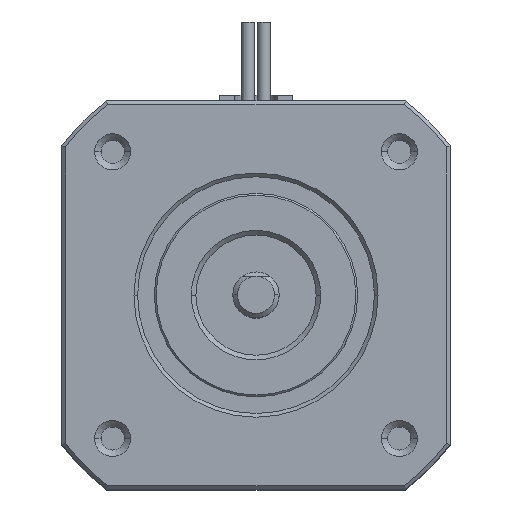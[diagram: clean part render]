
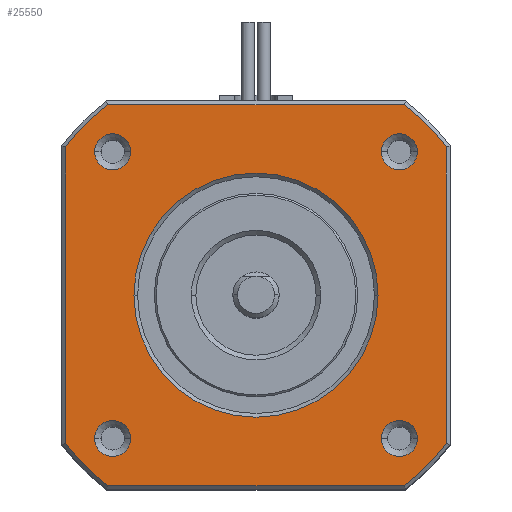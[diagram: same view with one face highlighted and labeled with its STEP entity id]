
A CAD part, top view. The second image highlights one B-rep face of the part: STEP entity #25550.
In plain terms, the highlighted planar face has unit normal (0, 0, 1).
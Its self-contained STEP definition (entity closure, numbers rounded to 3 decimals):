
#900=CARTESIAN_POINT('',(20.6,16.027,0.));
#910=VERTEX_POINT('',#900);
#940=CARTESIAN_POINT('',(0.,0.,0.)
);
#950=DIRECTION('',(-0.,-0.,1.));
#960=DIRECTION('',(-1.,0.,-0.));
#970=AXIS2_PLACEMENT_3D('',#940,#950,#960);
#980=CIRCLE('',#970,26.1);
#990=CARTESIAN_POINT('',(16.027,20.6,0.));
#1000=VERTEX_POINT('',#990);
#1010=EDGE_CURVE('',#910,#1000,#980,.T.);
#4600=CARTESIAN_POINT('',(20.6,-16.027,0.));
#4610=VERTEX_POINT('',#4600);
#4640=CARTESIAN_POINT('',(20.6,0.,-0.));
#4650=DIRECTION('',(0.,-1.,0.));
#4660=VECTOR('',#4650,1.);
#4670=LINE('',#4640,#4660);
#4680=EDGE_CURVE('',#910,#4610,#4670,.T.);
#10240=CARTESIAN_POINT('',(16.027,-20.6,0.));
#10250=VERTEX_POINT('',#10240);
#10280=CARTESIAN_POINT('',(0.,0.,0.
));
#10290=DIRECTION('',(-0.,-0.,1.));
#10300=DIRECTION('',(-1.,0.,-0.));
#10310=AXIS2_PLACEMENT_3D('',#10280,#10290,#10300);
#10320=CIRCLE('',#10310,26.1);
#10330=EDGE_CURVE('',#10250,#4610,#10320,.T.);
#11240=CARTESIAN_POINT('',(15.5,-15.5,0.));
#11250=DIRECTION('',(-0.,-0.,-1.));
#11260=DIRECTION('',(1.,0.,0.));
#11270=AXIS2_PLACEMENT_3D('',#11240,#11250,#11260);
#11280=CIRCLE('',#11270,1.95);
#11290=CARTESIAN_POINT('',(15.5,-13.55,0.));
#11300=VERTEX_POINT('',#11290);
#11310=CARTESIAN_POINT('',(17.45,-15.5,0.));
#11320=VERTEX_POINT('',#11310);
#11330=EDGE_CURVE('',#11300,#11320,#11280,.T.);
#11600=CARTESIAN_POINT('',(13.55,-15.5,0.));
#11610=VERTEX_POINT('',#11600);
#11640=EDGE_CURVE('',#11610,#11300,#11280,.T.);
#19690=CARTESIAN_POINT('',(17.45,15.5,0.));
#19700=VERTEX_POINT('',#19690);
#19730=CARTESIAN_POINT('',(15.5,15.5,0.));
#19740=DIRECTION('',(-0.,-0.,-1.));
#19750=DIRECTION('',(1.,0.,0.));
#19760=AXIS2_PLACEMENT_3D('',#19730,#19740,#19750);
#19770=CIRCLE('',#19760,1.95);
#19780=CARTESIAN_POINT('',(13.55,15.5,0.));
#19790=VERTEX_POINT('',#19780);
#19800=EDGE_CURVE('',#19700,#19790,#19770,.T.);
#24450=CARTESIAN_POINT('',(-20.6,-20.6,0.));
#24460=DIRECTION('',(0.,0.,1.));
#24470=DIRECTION('',(1.,0.,-0.));
#24480=AXIS2_PLACEMENT_3D('',#24450,#24460,#24470);
#24490=PLANE('',#24480);
#24500=CARTESIAN_POINT('',(0.,0.,0.)
);
#24510=DIRECTION('',(-0.,-0.,1.));
#24520=DIRECTION('',(-1.,0.,-0.));
#24530=AXIS2_PLACEMENT_3D('',#24500,#24510,#24520);
#24540=CIRCLE('',#24530,26.1);
#24550=CARTESIAN_POINT('',(-20.6,-16.027,
0.));
#24560=VERTEX_POINT('',#24550);
#24570=CARTESIAN_POINT('',(-16.027,-20.6,0.));
#24580=VERTEX_POINT('',#24570);
#24590=EDGE_CURVE('',#24560,#24580,#24540,.T.);
#24600=ORIENTED_EDGE('',*,*,#24590,.T.);
#24610=CARTESIAN_POINT('',(-20.6,0.,0.));
#24620=DIRECTION('',(0.,1.,-0.));
#24630=VECTOR('',#24620,1.);
#24640=LINE('',#24610,#24630);
#24650=CARTESIAN_POINT('',(-20.6,16.027,0.));
#24660=VERTEX_POINT('',#24650);
#24670=EDGE_CURVE('',#24560,#24660,#24640,.T.);
#24680=ORIENTED_EDGE('',*,*,#24670,.F.);
#24690=CARTESIAN_POINT('',(0.,0.,0.)
);
#24700=DIRECTION('',(-0.,-0.,1.));
#24710=DIRECTION('',(-1.,0.,-0.));
#24720=AXIS2_PLACEMENT_3D('',#24690,#24700,#24710);
#24730=CIRCLE('',#24720,26.1);
#24740=CARTESIAN_POINT('',(-16.027,20.6,
0.));
#24750=VERTEX_POINT('',#24740);
#24760=EDGE_CURVE('',#24750,#24660,#24730,.T.);
#24770=ORIENTED_EDGE('',*,*,#24760,.T.);
#24780=CARTESIAN_POINT('',(0.,20.6,0.));
#24790=DIRECTION('',(1.,0.,-0.));
#24800=VECTOR('',#24790,1.);
#24810=LINE('',#24780,#24800);
#24820=EDGE_CURVE('',#24750,#1000,#24810,.T.);
#24830=ORIENTED_EDGE('',*,*,#24820,.F.);
#24840=ORIENTED_EDGE('',*,*,#1010,.T.);
#24850=ORIENTED_EDGE('',*,*,#4680,.F.);
#24860=ORIENTED_EDGE('',*,*,#10330,.T.);
#24870=CARTESIAN_POINT('',(0.,-20.6,0.));
#24880=DIRECTION('',(-1.,0.,0.));
#24890=VECTOR('',#24880,1.);
#24900=LINE('',#24870,#24890);
#24910=EDGE_CURVE('',#10250,#24580,#24900,.T.);
#24920=ORIENTED_EDGE('',*,*,#24910,.F.);
#24930=EDGE_LOOP('',(#24920,#24860,#24850,#24840,#24830,#24770,#24680,
#24600));
#24940=FACE_OUTER_BOUND('',#24930,.T.);
#24950=EDGE_CURVE('',#19790,#19700,#19770,.T.);
#24960=ORIENTED_EDGE('',*,*,#24950,.T.);
#24970=ORIENTED_EDGE('',*,*,#19800,.T.);
#24980=EDGE_LOOP('',(#24970,#24960));
#24990=FACE_BOUND('',#24980,.T.);
#25000=CARTESIAN_POINT('',(-15.5,15.5,0.));
#25010=DIRECTION('',(-0.,-0.,-1.));
#25020=DIRECTION('',(1.,0.,0.));
#25030=AXIS2_PLACEMENT_3D('',#25000,#25010,#25020);
#25040=CIRCLE('',#25030,1.95);
#25050=CARTESIAN_POINT('',(-13.55,15.5,0.));
#25060=VERTEX_POINT('',#25050);
#25070=CARTESIAN_POINT('',(-17.45,15.5,0.));
#25080=VERTEX_POINT('',#25070);
#25090=EDGE_CURVE('',#25060,#25080,#25040,.T.);
#25100=ORIENTED_EDGE('',*,*,#25090,.T.);
#25110=CARTESIAN_POINT('',(-15.5,17.45,0.));
#25120=VERTEX_POINT('',#25110);
#25130=EDGE_CURVE('',#25120,#25060,#25040,.T.);
#25140=ORIENTED_EDGE('',*,*,#25130,.T.);
#25150=EDGE_CURVE('',#25080,#25120,#25040,.T.);
#25160=ORIENTED_EDGE('',*,*,#25150,.T.);
#25170=EDGE_LOOP('',(#25160,#25140,#25100));
#25180=FACE_BOUND('',#25170,.T.);
#25190=CARTESIAN_POINT('',(-15.5,-15.5,0.));
#25200=DIRECTION('',(-0.,-0.,-1.));
#25210=DIRECTION('',(1.,0.,0.));
#25220=AXIS2_PLACEMENT_3D('',#25190,#25200,#25210);
#25230=CIRCLE('',#25220,1.95);
#25240=CARTESIAN_POINT('',(-17.45,-15.5,0.));
#25250=VERTEX_POINT('',#25240);
#25260=CARTESIAN_POINT('',(-13.55,-15.5,0.));
#25270=VERTEX_POINT('',#25260);
#25280=EDGE_CURVE('',#25250,#25270,#25230,.T.);
#25290=ORIENTED_EDGE('',*,*,#25280,.T.);
#25300=EDGE_CURVE('',#25270,#25250,#25230,.T.);
#25310=ORIENTED_EDGE('',*,*,#25300,.T.);
#25320=EDGE_LOOP('',(#25310,#25290));
#25330=FACE_BOUND('',#25320,.T.);
#25340=EDGE_CURVE('',#11320,#11610,#11280,.T.);
#25350=ORIENTED_EDGE('',*,*,#25340,.T.);
#25360=ORIENTED_EDGE('',*,*,#11330,.T.);
#25370=ORIENTED_EDGE('',*,*,#11640,.T.);
#25380=EDGE_LOOP('',(#25370,#25360,#25350));
#25390=FACE_BOUND('',#25380,.T.);
#25400=CARTESIAN_POINT('',(0.,0.,
0.));
#25410=DIRECTION('',(-0.,-0.,-1.));
#25420=DIRECTION('',(1.,0.,0.));
#25430=AXIS2_PLACEMENT_3D('',#25400,#25410,#25420);
#25440=CIRCLE('',#25430,13.2);
#25450=CARTESIAN_POINT('',(13.2,0.,0.));
#25460=VERTEX_POINT('',#25450);
#25470=CARTESIAN_POINT('',(-13.2,0.,
0.));
#25480=VERTEX_POINT('',#25470);
#25490=EDGE_CURVE('',#25460,#25480,#25440,.T.);
#25500=ORIENTED_EDGE('',*,*,#25490,.T.);
#25510=EDGE_CURVE('',#25480,#25460,#25440,.T.);
#25520=ORIENTED_EDGE('',*,*,#25510,.T.);
#25530=EDGE_LOOP('',(#25520,#25500));
#25540=FACE_BOUND('',#25530,.T.);
#25550=ADVANCED_FACE('',(#24940,#24990,#25180,#25330,#25390,#25540),
#24490,.T.);
